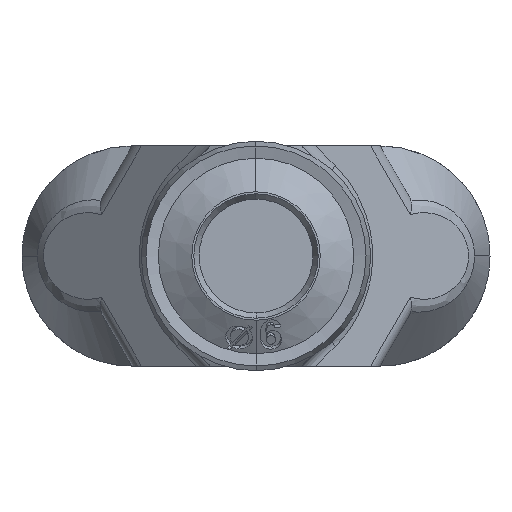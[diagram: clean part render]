
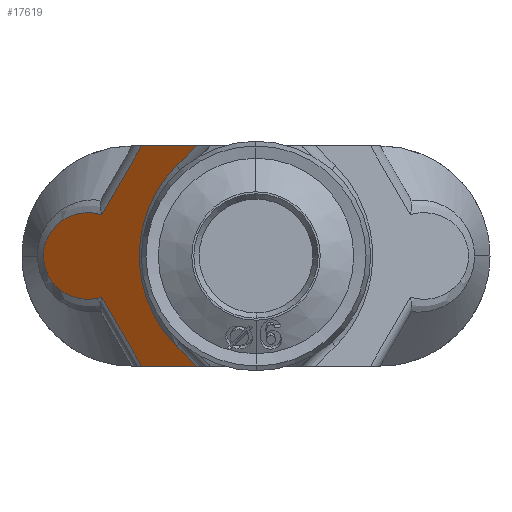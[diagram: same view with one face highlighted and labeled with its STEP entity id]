
A CAD part, front view. The second image highlights one B-rep face of the part: STEP entity #17619.
In plain terms, the highlighted planar face has unit normal (-0.643, -0.766, 0).
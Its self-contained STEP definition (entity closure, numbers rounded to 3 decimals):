
#1194 = CARTESIAN_POINT ( 'NONE',  ( -6.238, 9.349, 6. ) ) ;
#1198 = CARTESIAN_POINT ( 'NONE',  ( -4.307, 7.729, 4.95 ) ) ;
#1200 = CARTESIAN_POINT ( 'NONE',  ( -3.257, 6.848, 6. ) ) ;
#1201 = CARTESIAN_POINT ( 'NONE',  ( -4.307, 7.729, -4.95 ) ) ;
#1205 = CARTESIAN_POINT ( 'NONE',  ( -3.257, 6.848, -6. ) ) ;
#1207 = CARTESIAN_POINT ( 'NONE',  ( -6.238, 9.349, -6. ) ) ;
#1242 = CARTESIAN_POINT ( 'NONE',  ( -8.401, 11.164, 2.254 ) ) ;
#1243 = CARTESIAN_POINT ( 'NONE',  ( -8.401, 11.164, -2.254 ) ) ;
#2769 = PLANE ( 'NONE',  #21919 ) ;
#2777 = CARTESIAN_POINT ( 'NONE',  ( 9.032, -3.464, -6. ) ) ;
#2778 = DIRECTION ( 'NONE',  ( 0.643, 0.766, 0. ) ) ;
#2779 = DIRECTION ( 'NONE',  ( 0.766, -0.643, 0. ) ) ;
#3451 = EDGE_CURVE ( 'NONE', #5976, #5972, #10703, .T. ) ;
#3454 = EDGE_CURVE ( 'NONE', #5972, #5969, #16962, .T. ) ;
#3456 = EDGE_CURVE ( 'NONE', #5969, #5971, #10707, .T. ) ;
#3458 = EDGE_CURVE ( 'NONE', #5971, #5965, #10706, .T. ) ;
#3459 = EDGE_CURVE ( 'NONE', #5965, #6013, #10712, .T. ) ;
#3460 = EDGE_CURVE ( 'NONE', #5978, #5976, #10714, .T. ) ;
#4353 = EDGE_CURVE ( 'NONE', #6013, #6014, #23266, .T. ) ;
#4406 = EDGE_CURVE ( 'NONE', #6014, #5978, #12975, .T. ) ;
#4887 = ORIENTED_EDGE ( 'NONE', *, *, #3458, .T. ) ;
#4888 = ORIENTED_EDGE ( 'NONE', *, *, #3459, .T. ) ;
#4889 = ORIENTED_EDGE ( 'NONE', *, *, #4353, .T. ) ;
#4890 = ORIENTED_EDGE ( 'NONE', *, *, #4406, .T. ) ;
#4891 = ORIENTED_EDGE ( 'NONE', *, *, #3460, .T. ) ;
#4892 = ORIENTED_EDGE ( 'NONE', *, *, #3451, .T. ) ;
#4893 = ORIENTED_EDGE ( 'NONE', *, *, #3454, .T. ) ;
#4894 = ORIENTED_EDGE ( 'NONE', *, *, #3456, .T. ) ;
#5965 = VERTEX_POINT ( 'NONE', #1194 ) ;
#5969 = VERTEX_POINT ( 'NONE', #1198 ) ;
#5971 = VERTEX_POINT ( 'NONE', #1200 ) ;
#5972 = VERTEX_POINT ( 'NONE', #1201 ) ;
#5976 = VERTEX_POINT ( 'NONE', #1205 ) ;
#5978 = VERTEX_POINT ( 'NONE', #1207 ) ;
#6013 = VERTEX_POINT ( 'NONE', #1242 ) ;
#6014 = VERTEX_POINT ( 'NONE', #1243 ) ;
#7167 = FACE_OUTER_BOUND ( 'NONE', #14687, .T. ) ;
#10703 = LINE ( 'NONE', #19196, #10705 ) ;
#10705 = VECTOR ( 'NONE', #19198, 1000. ) ;
#10706 = LINE ( 'NONE', #19179, #10713 ) ;
#10707 = LINE ( 'NONE', #19177, #10708 ) ;
#10708 = VECTOR ( 'NONE', #19175, 1000. ) ;
#10712 = LINE ( 'NONE', #19169, #10715 ) ;
#10713 = VECTOR ( 'NONE', #19170, 1000. ) ;
#10714 = LINE ( 'NONE', #19167, #10717 ) ;
#10715 = VECTOR ( 'NONE', #19168, 1000. ) ;
#10717 = VECTOR ( 'NONE', #19166, 1000. ) ;
#12962 = VECTOR ( 'NONE', #18616, 1000. ) ;
#12975 = LINE ( 'NONE', #18615, #12962 ) ;
#14687 = EDGE_LOOP ( 'NONE', ( #4887, #4888, #4889, #4890, #4891, #4892, #4893, #4894 ) ) ;
#16962 =( BOUNDED_CURVE ( )  B_SPLINE_CURVE ( 3, ( #19181, #19189, #19187, #19180 ),
 .UNSPECIFIED., .F., .T. ) 
 B_SPLINE_CURVE_WITH_KNOTS ( ( 4, 4 ),
 ( 2.356, 3.927 ),
 .UNSPECIFIED. ) 
 CURVE ( )  GEOMETRIC_REPRESENTATION_ITEM ( )  RATIONAL_B_SPLINE_CURVE ( ( 1., 0.805, 0.805, 1. ) ) 
 REPRESENTATION_ITEM ( '' )  );
#17263 = CARTESIAN_POINT ( 'NONE',  ( -9.076, 11.73, 2.379 ) ) ;
#17264 = CARTESIAN_POINT ( 'NONE',  ( -8.737, 11.446, 2.349 ) ) ;
#17268 = CARTESIAN_POINT ( 'NONE',  ( -8.401, 11.164, 2.254 ) ) ;
#17270 = CARTESIAN_POINT ( 'NONE',  ( -9.76, 12.304, 2.307 ) ) ;
#17271 = CARTESIAN_POINT ( 'NONE',  ( -10.092, 12.583, 2.205 ) ) ;
#17272 = CARTESIAN_POINT ( 'NONE',  ( -10.564, 12.979, 1.93 ) ) ;
#17273 = CARTESIAN_POINT ( 'NONE',  ( -10.712, 13.103, 1.821 ) ) ;
#17274 = CARTESIAN_POINT ( 'NONE',  ( -10.988, 13.335, 1.559 ) ) ;
#17275 = CARTESIAN_POINT ( 'NONE',  ( -11.116, 13.442, 1.404 ) ) ;
#17276 = CARTESIAN_POINT ( 'NONE',  ( -11.332, 13.624, 1.06 ) ) ;
#17277 = CARTESIAN_POINT ( 'NONE',  ( -11.423, 13.7, 0.864 ) ) ;
#17278 = CARTESIAN_POINT ( 'NONE',  ( -11.515, 13.777, 0.552 ) ) ;
#17279 = CARTESIAN_POINT ( 'NONE',  ( -11.539, 13.797, 0.445 ) ) ;
#17280 = CARTESIAN_POINT ( 'NONE',  ( -11.572, 13.825, 0.223 ) ) ;
#17281 = CARTESIAN_POINT ( 'NONE',  ( -11.58, 13.832, 0.11 ) ) ;
#17282 = CARTESIAN_POINT ( 'NONE',  ( -11.58, 13.831, -0.227 ) ) ;
#17283 = CARTESIAN_POINT ( 'NONE',  ( -11.547, 13.804, -0.447 ) ) ;
#17284 = CARTESIAN_POINT ( 'NONE',  ( -11.422, 13.699, -0.867 ) ) ;
#17285 = CARTESIAN_POINT ( 'NONE',  ( -11.333, 13.624, -1.059 ) ) ;
#17286 = CARTESIAN_POINT ( 'NONE',  ( -11.115, 13.441, -1.407 ) ) ;
#17287 = CARTESIAN_POINT ( 'NONE',  ( -10.989, 13.336, -1.557 ) ) ;
#17288 = CARTESIAN_POINT ( 'NONE',  ( -10.713, 13.104, -1.82 ) ) ;
#17289 = CARTESIAN_POINT ( 'NONE',  ( -10.562, 12.977, -1.931 ) ) ;
#17290 = CARTESIAN_POINT ( 'NONE',  ( -10.097, 12.587, -2.203 ) ) ;
#17291 = CARTESIAN_POINT ( 'NONE',  ( -9.757, 12.302, -2.307 ) ) ;
#17292 = CARTESIAN_POINT ( 'NONE',  ( -9.082, 11.735, -2.379 ) ) ;
#17293 = CARTESIAN_POINT ( 'NONE',  ( -8.736, 11.446, -2.349 ) ) ;
#17294 = CARTESIAN_POINT ( 'NONE',  ( -8.401, 11.164, -2.254 ) ) ;
#17619 = ADVANCED_FACE ( 'NONE', ( #7167 ), #2769, .F. ) ;
#18615 = CARTESIAN_POINT ( 'NONE',  ( -0.706, 4.707, -15.581 ) ) ;
#18616 = DIRECTION ( 'NONE',  ( 0.461, -0.387, -0.799 ) ) ;
#19166 = DIRECTION ( 'NONE',  ( 0.766, -0.643, 0. ) ) ;
#19167 = CARTESIAN_POINT ( 'NONE',  ( -5.098, 8.393, -6. ) ) ;
#19168 = DIRECTION ( 'NONE',  ( -0.461, 0.387, -0.799 ) ) ;
#19169 = CARTESIAN_POINT ( 'NONE',  ( -8.311, 11.088, 2.41 ) ) ;
#19170 = DIRECTION ( 'NONE',  ( -0.766, 0.643, 0. ) ) ;
#19175 = DIRECTION ( 'NONE',  ( 0.608, -0.51, 0.608 ) ) ;
#19177 = CARTESIAN_POINT ( 'NONE',  ( -2.771, 6.44, 6.486 ) ) ;
#19179 = CARTESIAN_POINT ( 'NONE',  ( -5.098, 8.393, 6. ) ) ;
#19180 = CARTESIAN_POINT ( 'NONE',  ( -4.307, 7.729, 4.95 ) ) ;
#19181 = CARTESIAN_POINT ( 'NONE',  ( -4.307, 7.729, -4.95 ) ) ;
#19187 = CARTESIAN_POINT ( 'NONE',  ( -7.206, 10.162, 2.05 ) ) ;
#19189 = CARTESIAN_POINT ( 'NONE',  ( -7.206, 10.162, -2.05 ) ) ;
#19196 = CARTESIAN_POINT ( 'NONE',  ( -4.528, 7.914, -4.729 ) ) ;
#19198 = DIRECTION ( 'NONE',  ( -0.608, 0.51, 0.608 ) ) ;
#21919 = AXIS2_PLACEMENT_3D ( 'NONE', #2777, #2778, #2779 ) ;
#23266 = B_SPLINE_CURVE_WITH_KNOTS ( 'NONE', 3,
 ( #17268, #17264, #17263, #17270, #17271, #17272, #17273, #17274, #17275, #17276, #17277, #17278, #17279, #17280, #17281, #17282, #17283, #17284, #17285, #17286, #17287, #17288, #17289, #17290, #17291, #17292, #17293, #17294 ),
 .UNSPECIFIED., .F., .F.,
 ( 4, 2, 2, 2, 2, 2, 2, 2, 2, 2, 2, 2, 2, 4 ),
 ( 0., 0.001, 0.003, 0.003, 0.004, 0.005, 0.005, 0.005, 0.006, 0.007, 0.007, 0.008, 0.009, 0.011 ),
 .UNSPECIFIED. ) ;
